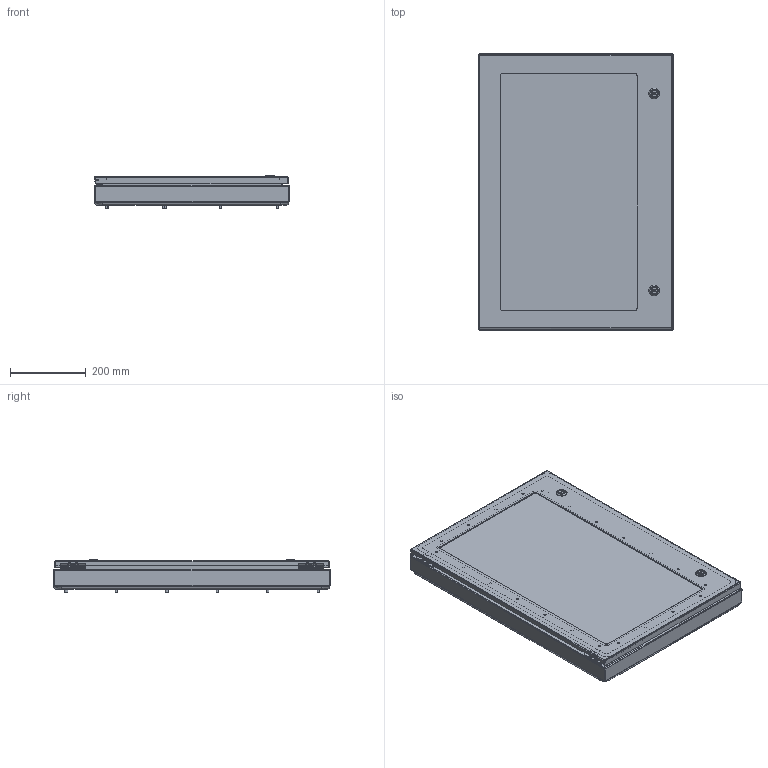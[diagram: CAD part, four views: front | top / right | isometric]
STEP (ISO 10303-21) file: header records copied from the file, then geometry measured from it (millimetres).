
FILE_DESCRIPTION (( 'STEP AP214' ), '1' );
FILE_NAME ('WADW292002.STEP', '2018-06-13T17:33:41', ( '' ), ( '' ), 'SwSTEP 2.0', 'SolidWorks 2017', '' );
FILE_SCHEMA (( 'AUTOMOTIVE_DESIGN' ));
Length unit declared in the file: inch
Products named in the file (1): WADW292002
Bounding box: 514.35 x 730.25 x 89.53 mm (x, y, z)
Volume: 3180264.7 mm3; surface area: 1808049.8 mm2
Topology: 92 solids, 92 shells, 2697 faces, 6253 edges, 3784 vertices
Faces by surface type: plane 1046, cylinder 816, cone 530, bspline 174, torus 123, sphere 8
Full cylindrical faces by diameter (mm): 2.362 x4, 3.175 x2, 3.317 x68, 3.861 x4, 3.962 x24, 4.166 x68, 4.25 x4, 4.366 x4, 4.572 x4, 4.775 x4, 4.826 x22, 5 x2, 5.945 x1, 6 x2, 6.325 x22, 6.35 x30, 6.502 x4, 7.137 x22, 7.937 x6, 7.938 x2, 8.118 x1, 8.128 x4, 9.144 x4, 9.9 x2, 10 x4, 10.2 x2, 11.05 x2, 12.8 x2, 13.5 x2, 15.2 x2
Entity records: 107370 total; most frequent: CARTESIAN_POINT 51172, DIRECTION 10932, ORIENTED_EDGE 10632, EDGE_CURVE 5316, AXIS2_PLACEMENT_3D 4337, EDGE_LOOP 3610, VERTEX_POINT 3516, FACE_OUTER_BOUND 3096
